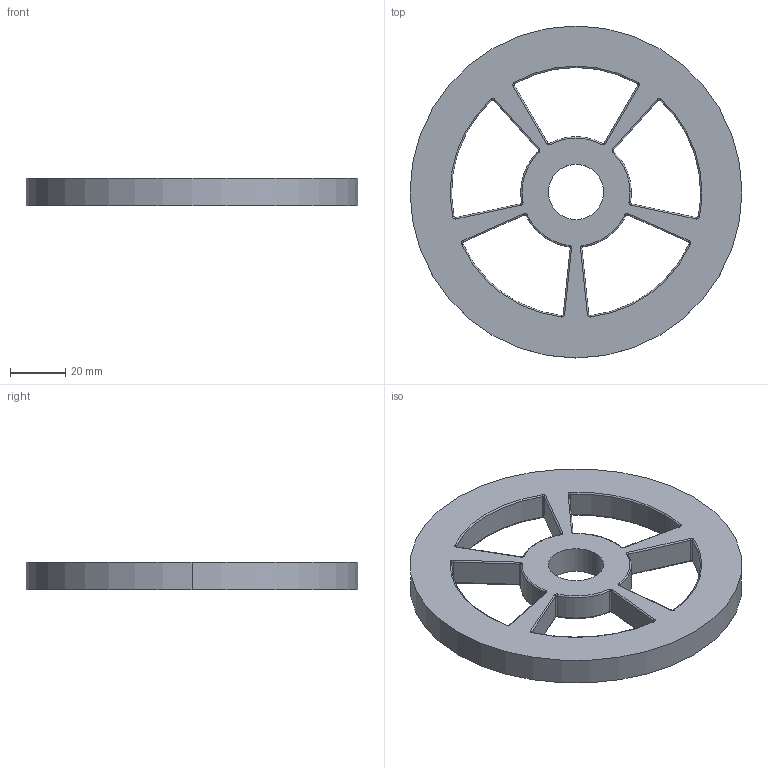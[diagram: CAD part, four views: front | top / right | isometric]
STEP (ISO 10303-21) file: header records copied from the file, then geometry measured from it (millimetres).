
FILE_DESCRIPTION (( 'STEP AP214' ), '1' );
FILE_NAME ('Outer Part.STEP', '2025-03-20T13:25:29', ( '' ), ( '' ), 'SwSTEP 2.0', 'SolidWorks 2024', '' );
FILE_SCHEMA (( 'AUTOMOTIVE_DESIGN' ));
Length unit declared in the file: millimetre
Products named in the file (1): Outer Part
Bounding box: 120 x 120 x 10 mm (x, y, z)
Volume: 67289.9 mm3; surface area: 23484.6 mm2
Topology: 1 solids, 1 shells, 147 faces, 341 edges, 196 vertices
Faces by surface type: torus 74, cylinder 61, plane 12
Entity records: 4260 total; most frequent: DIRECTION 887, CARTESIAN_POINT 685, ORIENTED_EDGE 682, AXIS2_PLACEMENT_3D 398, EDGE_CURVE 341, CIRCLE 250, VERTEX_POINT 196, EDGE_LOOP 159
